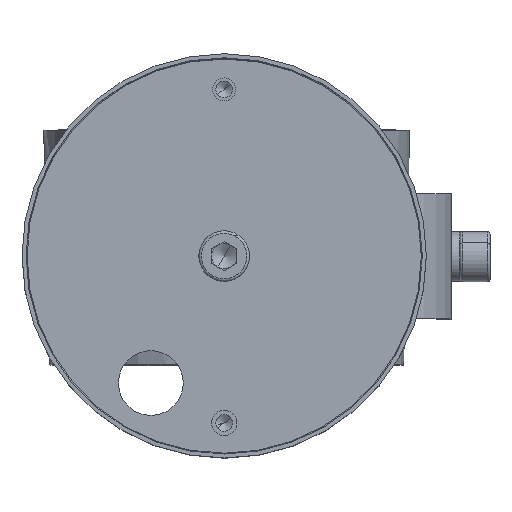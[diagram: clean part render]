
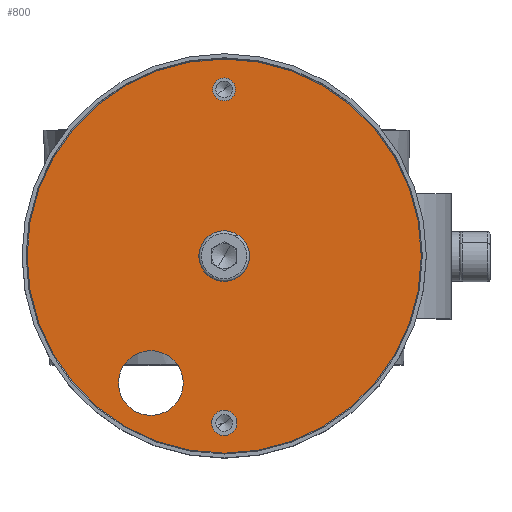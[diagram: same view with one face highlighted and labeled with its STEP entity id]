
A CAD part, top view. The second image highlights one B-rep face of the part: STEP entity #800.
In plain terms, the highlighted face is planar.
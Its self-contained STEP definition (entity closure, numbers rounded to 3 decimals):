
#59 = DIRECTION ( 'NONE',  ( 0., 1., 0. ) ) ;
#60 = AXIS2_PLACEMENT_3D ( 'NONE', #125, #3680, #9917 ) ;
#125 = CARTESIAN_POINT ( 'NONE',  ( 0., 0.8, 33. ) ) ;
#191 = VERTEX_POINT ( 'NONE', #8057 ) ;
#344 = DIRECTION ( 'NONE',  ( 0., 0., -1. ) ) ;
#390 = EDGE_CURVE ( 'NONE', #10582, #6988, #7213, .T. ) ;
#402 = CARTESIAN_POINT ( 'NONE',  ( 0., 0.8, 0. ) ) ;
#605 = EDGE_CURVE ( 'NONE', #1143, #4462, #6016, .T. ) ;
#617 = CIRCLE ( 'NONE', #60, 2.25 ) ;
#669 = ORIENTED_EDGE ( 'NONE', *, *, #1430, .T. ) ;
#700 = VERTEX_POINT ( 'NONE', #3774 ) ;
#737 = DIRECTION ( 'NONE',  ( 0., 0., -1. ) ) ;
#800 = ADVANCED_FACE ( 'NONE', ( #2157, #8334, #9324, #11189, #9268 ), #7387, .F. ) ;
#810 = CIRCLE ( 'NONE', #7321, 3. ) ;
#921 = EDGE_CURVE ( 'NONE', #9318, #6560, #7391, .T. ) ;
#930 = CARTESIAN_POINT ( 'NONE',  ( 0., 0.8, -33. ) ) ;
#1143 = VERTEX_POINT ( 'NONE', #10396 ) ;
#1156 = DIRECTION ( 'NONE',  ( 0., 0., -1. ) ) ;
#1341 = DIRECTION ( 'NONE',  ( 0., 1., 0. ) ) ;
#1376 = AXIS2_PLACEMENT_3D ( 'NONE', #7453, #2266, #344 ) ;
#1430 = EDGE_CURVE ( 'NONE', #6988, #10582, #7065, .T. ) ;
#1577 = ORIENTED_EDGE ( 'NONE', *, *, #921, .F. ) ;
#1761 = AXIS2_PLACEMENT_3D ( 'NONE', #402, #10253, #1156 ) ;
#2063 = ORIENTED_EDGE ( 'NONE', *, *, #4155, .F. ) ;
#2119 = ORIENTED_EDGE ( 'NONE', *, *, #3012, .F. ) ;
#2157 = FACE_BOUND ( 'NONE', #4974, .T. ) ;
#2266 = DIRECTION ( 'NONE',  ( 0., -1., 0. ) ) ;
#2568 = DIRECTION ( 'NONE',  ( 0., 1., 0. ) ) ;
#2765 = EDGE_LOOP ( 'NONE', ( #8999, #2063 ) ) ;
#2766 = ORIENTED_EDGE ( 'NONE', *, *, #390, .T. ) ;
#3012 = EDGE_CURVE ( 'NONE', #4462, #1143, #11475, .T. ) ;
#3173 = AXIS2_PLACEMENT_3D ( 'NONE', #9338, #1341, #5821 ) ;
#3548 = ORIENTED_EDGE ( 'NONE', *, *, #10158, .F. ) ;
#3558 = DIRECTION ( 'NONE',  ( 0., 0., -1. ) ) ;
#3680 = DIRECTION ( 'NONE',  ( 0., 1., 0. ) ) ;
#3774 = CARTESIAN_POINT ( 'NONE',  ( 0., 0.8, 35.25 ) ) ;
#4086 = ORIENTED_EDGE ( 'NONE', *, *, #605, .F. ) ;
#4155 = EDGE_CURVE ( 'NONE', #700, #191, #8199, .T. ) ;
#4157 = EDGE_CURVE ( 'NONE', #6560, #9318, #9695, .T. ) ;
#4168 = EDGE_LOOP ( 'NONE', ( #3548, #9299 ) ) ;
#4462 = VERTEX_POINT ( 'NONE', #9044 ) ;
#4482 = DIRECTION ( 'NONE',  ( 0., 1., 0. ) ) ;
#4771 = DIRECTION ( 'NONE',  ( 0., 0., -1. ) ) ;
#4974 = EDGE_LOOP ( 'NONE', ( #7645, #1577 ) ) ;
#5048 = CARTESIAN_POINT ( 'NONE',  ( 14.5, 0.8, -25.115 ) ) ;
#5228 = CARTESIAN_POINT ( 'NONE',  ( 0., 0.8, -39. ) ) ;
#5345 = AXIS2_PLACEMENT_3D ( 'NONE', #5048, #8739, #737 ) ;
#5767 = CARTESIAN_POINT ( 'NONE',  ( 0., 0.8, 33. ) ) ;
#5821 = DIRECTION ( 'NONE',  ( 0., 0., -1. ) ) ;
#6016 = CIRCLE ( 'NONE', #6394, 2.5 ) ;
#6111 = DIRECTION ( 'NONE',  ( 0., 0., -1. ) ) ;
#6262 = CARTESIAN_POINT ( 'NONE',  ( 0., 0.8, 3. ) ) ;
#6268 = VERTEX_POINT ( 'NONE', #6262 ) ;
#6394 = AXIS2_PLACEMENT_3D ( 'NONE', #930, #59, #10835 ) ;
#6433 = AXIS2_PLACEMENT_3D ( 'NONE', #7926, #2568, #3558 ) ;
#6560 = VERTEX_POINT ( 'NONE', #6922 ) ;
#6758 = DIRECTION ( 'NONE',  ( 0., 0., -1. ) ) ;
#6832 = EDGE_CURVE ( 'NONE', #6268, #6886, #7713, .T. ) ;
#6886 = VERTEX_POINT ( 'NONE', #10194 ) ;
#6922 = CARTESIAN_POINT ( 'NONE',  ( 14.5, 0.8, -31.515 ) ) ;
#6979 = CARTESIAN_POINT ( 'NONE',  ( 0., 0.8, 0. ) ) ;
#6988 = VERTEX_POINT ( 'NONE', #5228 ) ;
#7065 = CIRCLE ( 'NONE', #9132, 39. ) ;
#7078 = AXIS2_PLACEMENT_3D ( 'NONE', #5767, #8462, #6758 ) ;
#7085 = CARTESIAN_POINT ( 'NONE',  ( 14.5, 0.8, -18.715 ) ) ;
#7213 = CIRCLE ( 'NONE', #7769, 39. ) ;
#7321 = AXIS2_PLACEMENT_3D ( 'NONE', #6979, #4482, #6111 ) ;
#7387 = PLANE ( 'NONE',  #1376 ) ;
#7391 = CIRCLE ( 'NONE', #5345, 6.4 ) ;
#7453 = CARTESIAN_POINT ( 'NONE',  ( 39.2, 0.8, 0. ) ) ;
#7459 = DIRECTION ( 'NONE',  ( 0., 1., 0. ) ) ;
#7645 = ORIENTED_EDGE ( 'NONE', *, *, #4157, .F. ) ;
#7713 = CIRCLE ( 'NONE', #1761, 3. ) ;
#7719 = EDGE_LOOP ( 'NONE', ( #669, #2766 ) ) ;
#7769 = AXIS2_PLACEMENT_3D ( 'NONE', #11018, #7459, #4771 ) ;
#7926 = CARTESIAN_POINT ( 'NONE',  ( 0., 0.8, -33. ) ) ;
#8035 = CARTESIAN_POINT ( 'NONE',  ( 0., 0.8, 39. ) ) ;
#8057 = CARTESIAN_POINT ( 'NONE',  ( 0., 0.8, 30.75 ) ) ;
#8199 = CIRCLE ( 'NONE', #7078, 2.25 ) ;
#8294 = DIRECTION ( 'NONE',  ( 0., 1., 0. ) ) ;
#8334 = FACE_BOUND ( 'NONE', #4168, .T. ) ;
#8462 = DIRECTION ( 'NONE',  ( 0., 1., 0. ) ) ;
#8727 = EDGE_CURVE ( 'NONE', #191, #700, #617, .T. ) ;
#8739 = DIRECTION ( 'NONE',  ( 0., 1., 0. ) ) ;
#8999 = ORIENTED_EDGE ( 'NONE', *, *, #8727, .F. ) ;
#9044 = CARTESIAN_POINT ( 'NONE',  ( 0., 0.8, -35.5 ) ) ;
#9132 = AXIS2_PLACEMENT_3D ( 'NONE', #10745, #8294, #9171 ) ;
#9171 = DIRECTION ( 'NONE',  ( 0., 0., -1. ) ) ;
#9268 = FACE_OUTER_BOUND ( 'NONE', #7719, .T. ) ;
#9299 = ORIENTED_EDGE ( 'NONE', *, *, #6832, .F. ) ;
#9318 = VERTEX_POINT ( 'NONE', #7085 ) ;
#9324 = FACE_BOUND ( 'NONE', #2765, .T. ) ;
#9338 = CARTESIAN_POINT ( 'NONE',  ( 14.5, 0.8, -25.115 ) ) ;
#9604 = EDGE_LOOP ( 'NONE', ( #2119, #4086 ) ) ;
#9695 = CIRCLE ( 'NONE', #3173, 6.4 ) ;
#9917 = DIRECTION ( 'NONE',  ( 0., 0., -1. ) ) ;
#10158 = EDGE_CURVE ( 'NONE', #6886, #6268, #810, .T. ) ;
#10194 = CARTESIAN_POINT ( 'NONE',  ( 0., 0.8, -3. ) ) ;
#10253 = DIRECTION ( 'NONE',  ( 0., 1., 0. ) ) ;
#10396 = CARTESIAN_POINT ( 'NONE',  ( 0., 0.8, -30.5 ) ) ;
#10582 = VERTEX_POINT ( 'NONE', #8035 ) ;
#10745 = CARTESIAN_POINT ( 'NONE',  ( 0., 0.8, 0. ) ) ;
#10835 = DIRECTION ( 'NONE',  ( 0., 0., -1. ) ) ;
#11018 = CARTESIAN_POINT ( 'NONE',  ( 0., 0.8, 0. ) ) ;
#11189 = FACE_BOUND ( 'NONE', #9604, .T. ) ;
#11475 = CIRCLE ( 'NONE', #6433, 2.5 ) ;
